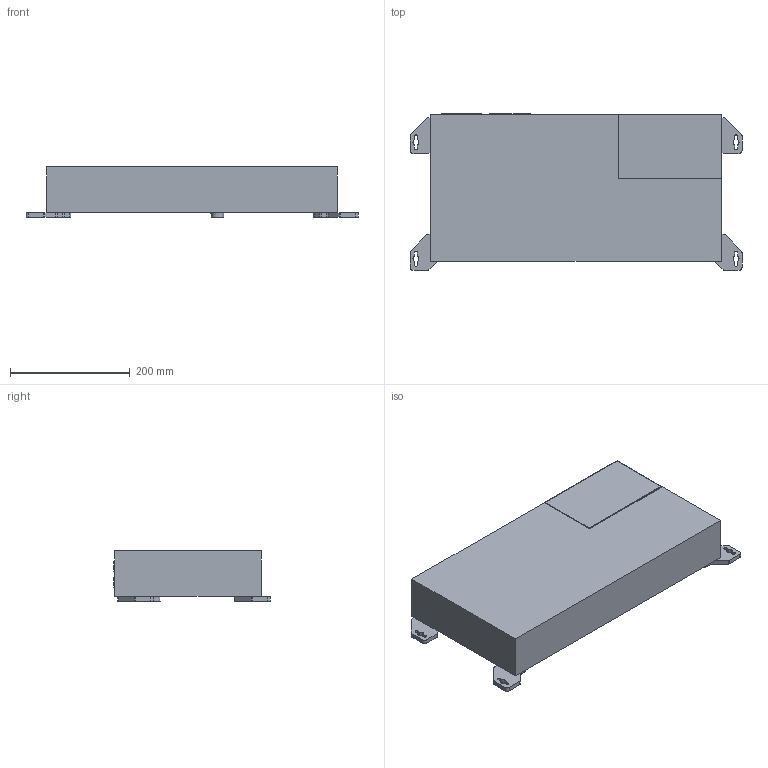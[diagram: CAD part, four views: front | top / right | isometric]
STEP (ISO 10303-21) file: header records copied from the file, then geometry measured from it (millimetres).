
FILE_DESCRIPTION(/* description */ ('STEP AP203'),/* implementation_level */ '2;1');
FILE_NAME(/* name */ 'EC10431401 - SMARTDRIVER-2 IR 4C+2 x4 ELC(350)',/* time_stamp */ '2024-06-25T15:17:43+02:00',/* author */ ('License CC BY-ND 4.0'),/* organization */ ('CADENAS'),/* preprocessor_version */ 'ST-DEVELOPER v19.3',/* originating_system */ 'PARTsolutions',/* authorisation */ ' ');
FILE_SCHEMA (('CONFIG_CONTROL_DESIGN'));
Length unit declared in the file: millimetre
Products named in the file (1): EC10431401 - SMARTDRIVER-2 IR 4C+2 x4 ELC(350)
Bounding box: 555 x 261.5 x 83.8 mm (x, y, z)
Volume: 7808679 mm3; surface area: 474288.3 mm2
Topology: 1 solids, 1 shells, 420 faces, 1121 edges, 749 vertices
Faces by surface type: plane 330, cylinder 89, cone 1
Full cylindrical faces by diameter (mm): 4 x12, 7.5 x8, 10 x5, 22 x4
Entity records: 12932 total; most frequent: CARTESIAN_POINT 2251, ORIENTED_EDGE 2172, DIRECTION 2108, EDGE_CURVE 1086, LINE 906, VECTOR 906, VERTEX_POINT 744, AXIS2_PLACEMENT_3D 601
